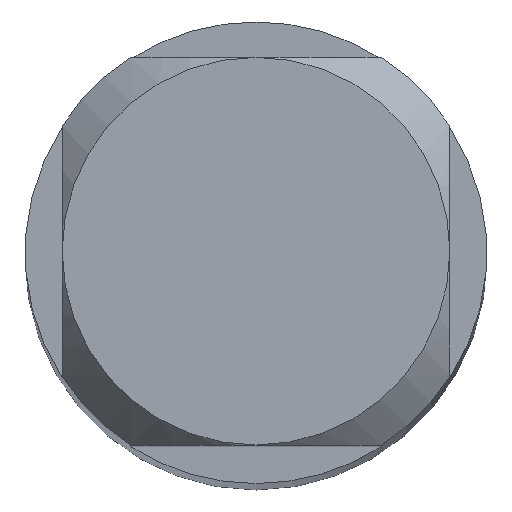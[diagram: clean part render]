
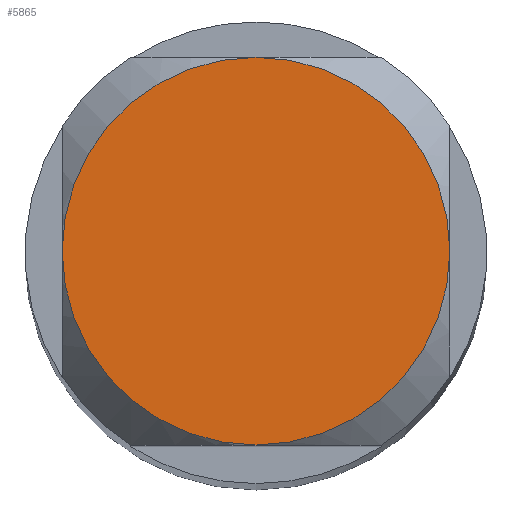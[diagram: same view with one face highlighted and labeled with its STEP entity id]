
A CAD part, top view. The second image highlights one B-rep face of the part: STEP entity #5865.
In plain terms, the highlighted planar face has unit normal (0, 0, 1).
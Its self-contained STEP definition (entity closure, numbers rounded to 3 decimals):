
#2977=VERTEX_POINT('',#7112);
#3077=EDGE_CURVE('',#5173,#5309,#7220,.T.);
#3633=EDGE_CURVE('',#2977,#5433,#7831,.T.);
#4365=EDGE_CURVE('',#5309,#2977,#8625,.T.);
#5173=VERTEX_POINT('',#9511);
#5309=VERTEX_POINT('',#9656);
#5433=VERTEX_POINT('',#9790);
#5591=EDGE_CURVE('',#5433,#5173,#9964,.T.);
#5865=ADVANCED_FACE('',(#10262),#10263,.T.);
#7112=CARTESIAN_POINT('',(1.05,0.0,0.0));
#7220=CIRCLE('',#12809,1.05);
#7831=CIRCLE('',#14076,1.05);
#8625=CIRCLE('',#15879,1.05);
#9511=CARTESIAN_POINT('',(-1.05,0.0,0.0));
#9656=CARTESIAN_POINT('',(0.0,1.05,0.0));
#9790=CARTESIAN_POINT('',(0.0,-1.05,0.0));
#9964=CIRCLE('',#18844,1.05);
#10262=FACE_OUTER_BOUND('',#19484,.T.);
#10263=PLANE('',#19485);
#12809=AXIS2_PLACEMENT_3D('',#21165,#21166,#21167);
#14076=AXIS2_PLACEMENT_3D('',#21839,#21840,#21841);
#15879=AXIS2_PLACEMENT_3D('',#22650,#22651,#22652);
#18844=AXIS2_PLACEMENT_3D('',#24246,#24247,#24248);
#19484=EDGE_LOOP('',(#24735,#24736,#24737,#24738));
#19485=AXIS2_PLACEMENT_3D('',#24739,#24740,#24741);
#21165=CARTESIAN_POINT('',(0.0,0.0,0.0));
#21166=DIRECTION('',(0.0,0.0,-1.0));
#21167=DIRECTION('',(0.0,1.0,0.0));
#21839=CARTESIAN_POINT('',(0.0,0.0,0.0));
#21840=DIRECTION('',(0.0,0.0,-1.0));
#21841=DIRECTION('',(0.0,1.0,0.0));
#22650=CARTESIAN_POINT('',(0.0,0.0,0.0));
#22651=DIRECTION('',(0.0,0.0,-1.0));
#22652=DIRECTION('',(0.0,1.0,0.0));
#24246=CARTESIAN_POINT('',(0.0,0.0,0.0));
#24247=DIRECTION('',(0.0,0.0,-1.0));
#24248=DIRECTION('',(0.0,1.0,0.0));
#24735=ORIENTED_EDGE('',*,*,#4365,.F.);
#24736=ORIENTED_EDGE('',*,*,#3077,.F.);
#24737=ORIENTED_EDGE('',*,*,#5591,.F.);
#24738=ORIENTED_EDGE('',*,*,#3633,.F.);
#24739=CARTESIAN_POINT('',(0.0,0.525,0.0));
#24740=DIRECTION('',(-0.0,0.0,1.0));
#24741=DIRECTION('',(0.0,-1.0,0.0));
